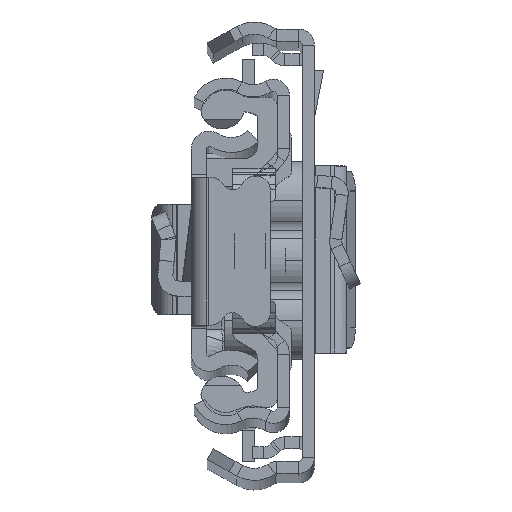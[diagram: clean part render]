
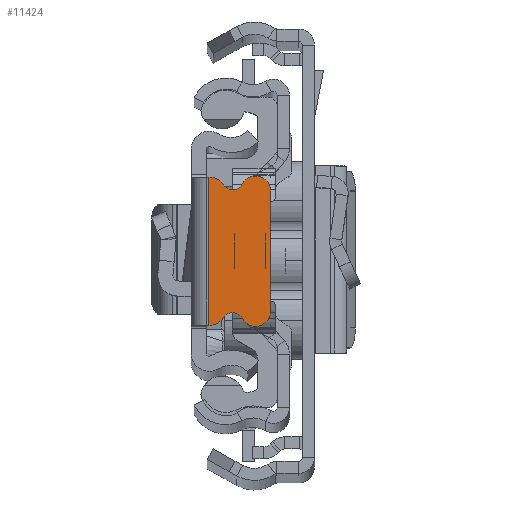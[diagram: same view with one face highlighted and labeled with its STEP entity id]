
A CAD part, top view. The second image highlights one B-rep face of the part: STEP entity #11424.
In plain terms, the highlighted planar face has unit normal (0, 0, 1).
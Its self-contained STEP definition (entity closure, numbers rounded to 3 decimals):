
#141 = LINE ( 'NONE', #14015, #20914 ) ;
#473 = EDGE_CURVE ( 'NONE', #16678, #11908, #13118, .T. ) ;
#933 = CARTESIAN_POINT ( 'NONE',  ( -1.929, 5.87, 0. ) ) ;
#1103 = ORIENTED_EDGE ( 'NONE', *, *, #14436, .T. ) ;
#1935 = ORIENTED_EDGE ( 'NONE', *, *, #20817, .F. ) ;
#2012 = CARTESIAN_POINT ( 'NONE',  ( -6.429, 6., 0. ) ) ;
#2053 = CARTESIAN_POINT ( 'NONE',  ( -6.429, -6., 0. ) ) ;
#2268 = EDGE_CURVE ( 'NONE', #19809, #7353, #14733, .T. ) ;
#2534 = CARTESIAN_POINT ( 'NONE',  ( -3.206, -6.658, 0. ) ) ;
#2893 = EDGE_CURVE ( 'NONE', #11379, #12651, #13110, .T. ) ;
#3365 = DIRECTION ( 'NONE',  ( 0., 0., 1. ) ) ;
#3630 = CIRCLE ( 'NONE', #22138, 1.5 ) ;
#3692 = ORIENTED_EDGE ( 'NONE', *, *, #9357, .F. ) ;
#4361 = AXIS2_PLACEMENT_3D ( 'NONE', #14608, #4832, #16784 ) ;
#4481 = DIRECTION ( 'NONE',  ( 0., -1., 0. ) ) ;
#4832 = DIRECTION ( 'NONE',  ( 0., 0., 1. ) ) ;
#4960 = LINE ( 'NONE', #12553, #16751 ) ;
#5078 = ORIENTED_EDGE ( 'NONE', *, *, #10065, .T. ) ;
#5091 = FACE_OUTER_BOUND ( 'NONE', #23530, .T. ) ;
#6152 = DIRECTION ( 'NONE',  ( 1., 0., 0. ) ) ;
#6574 = CARTESIAN_POINT ( 'NONE',  ( -1.929, 7.37, 0. ) ) ;
#6837 = DIRECTION ( 'NONE',  ( -1., 0., 0. ) ) ;
#7353 = VERTEX_POINT ( 'NONE', #9466 ) ;
#7606 = CARTESIAN_POINT ( 'NONE',  ( -1.75, -7.37, 0. ) ) ;
#7985 = CARTESIAN_POINT ( 'NONE',  ( -1.929, 7.37, 0. ) ) ;
#8131 = ORIENTED_EDGE ( 'NONE', *, *, #14559, .F. ) ;
#8382 = VECTOR ( 'NONE', #19822, 1000. ) ;
#8410 = ORIENTED_EDGE ( 'NONE', *, *, #14895, .T. ) ;
#8774 = DIRECTION ( 'NONE',  ( 0., 0., 1. ) ) ;
#8816 = AXIS2_PLACEMENT_3D ( 'NONE', #21809, #10082, #12011 ) ;
#9357 = EDGE_CURVE ( 'NONE', #24112, #13896, #14020, .T. ) ;
#9466 = CARTESIAN_POINT ( 'NONE',  ( -1.929, -7.37, 0. ) ) ;
#10065 = EDGE_CURVE ( 'NONE', #15679, #16678, #19909, .T. ) ;
#10082 = DIRECTION ( 'NONE',  ( 0., 0., -1. ) ) ;
#10646 = AXIS2_PLACEMENT_3D ( 'NONE', #15067, #3365, #13630 ) ;
#11068 = AXIS2_PLACEMENT_3D ( 'NONE', #2053, #19533, #6152 ) ;
#11225 = CARTESIAN_POINT ( 'NONE',  ( -7.929, 6., 0. ) ) ;
#11272 = DIRECTION ( 'NONE',  ( 0., 0., 1. ) ) ;
#11379 = VERTEX_POINT ( 'NONE', #16662 ) ;
#11424 = ADVANCED_FACE ( 'NONE', ( #5091 ), #18721, .T. ) ;
#11908 = VERTEX_POINT ( 'NONE', #11225 ) ;
#12011 = DIRECTION ( 'NONE',  ( 1., 0., 0. ) ) ;
#12098 = DIRECTION ( 'NONE',  ( -1., 0., 0. ) ) ;
#12553 = CARTESIAN_POINT ( 'NONE',  ( -1.75, 0., 0. ) ) ;
#12651 = VERTEX_POINT ( 'NONE', #18187 ) ;
#13089 = AXIS2_PLACEMENT_3D ( 'NONE', #17126, #15581, #25008 ) ;
#13110 = CIRCLE ( 'NONE', #11068, 1.5 ) ;
#13118 = CIRCLE ( 'NONE', #21919, 1.5 ) ;
#13630 = DIRECTION ( 'NONE',  ( 1., 0., 0. ) ) ;
#13896 = VERTEX_POINT ( 'NONE', #23151 ) ;
#13985 = CARTESIAN_POINT ( 'NONE',  ( -7.929, -6., 0. ) ) ;
#14015 = CARTESIAN_POINT ( 'NONE',  ( -1.929, -7.37, 0. ) ) ;
#14020 = LINE ( 'NONE', #7985, #8382 ) ;
#14362 = EDGE_CURVE ( 'NONE', #24112, #15679, #3630, .T. ) ;
#14436 = EDGE_CURVE ( 'NONE', #12651, #19809, #15956, .T. ) ;
#14559 = EDGE_CURVE ( 'NONE', #15488, #7353, #141, .T. ) ;
#14608 = CARTESIAN_POINT ( 'NONE',  ( 544.071, 0., 0. ) ) ;
#14733 = CIRCLE ( 'NONE', #10646, 1.5 ) ;
#14895 = EDGE_CURVE ( 'NONE', #11908, #11379, #18111, .T. ) ;
#15067 = CARTESIAN_POINT ( 'NONE',  ( -1.929, -5.87, 0. ) ) ;
#15488 = VERTEX_POINT ( 'NONE', #7606 ) ;
#15581 = DIRECTION ( 'NONE',  ( 0., 0., -1. ) ) ;
#15679 = VERTEX_POINT ( 'NONE', #17890 ) ;
#15956 = CIRCLE ( 'NONE', #13089, 1.1 ) ;
#16231 = ORIENTED_EDGE ( 'NONE', *, *, #2268, .T. ) ;
#16559 = ORIENTED_EDGE ( 'NONE', *, *, #2893, .T. ) ;
#16662 = CARTESIAN_POINT ( 'NONE',  ( -7.929, -6., 0. ) ) ;
#16678 = VERTEX_POINT ( 'NONE', #17430 ) ;
#16751 = VECTOR ( 'NONE', #20660, 1000. ) ;
#16784 = DIRECTION ( 'NONE',  ( 1., 0., 0. ) ) ;
#17126 = CARTESIAN_POINT ( 'NONE',  ( -4.142, -7.236, 0. ) ) ;
#17161 = ORIENTED_EDGE ( 'NONE', *, *, #14362, .T. ) ;
#17430 = CARTESIAN_POINT ( 'NONE',  ( -5.109, 6.713, 0. ) ) ;
#17890 = CARTESIAN_POINT ( 'NONE',  ( -3.206, 6.658, 0. ) ) ;
#18111 = LINE ( 'NONE', #13985, #20901 ) ;
#18187 = CARTESIAN_POINT ( 'NONE',  ( -5.109, -6.713, 0. ) ) ;
#18721 = PLANE ( 'NONE',  #4361 ) ;
#19533 = DIRECTION ( 'NONE',  ( 0., 0., 1. ) ) ;
#19809 = VERTEX_POINT ( 'NONE', #2534 ) ;
#19822 = DIRECTION ( 'NONE',  ( 1., 0., 0. ) ) ;
#19909 = CIRCLE ( 'NONE', #8816, 1.1 ) ;
#20030 = ORIENTED_EDGE ( 'NONE', *, *, #473, .T. ) ;
#20660 = DIRECTION ( 'NONE',  ( 0., -1., 0. ) ) ;
#20817 = EDGE_CURVE ( 'NONE', #13896, #15488, #4960, .T. ) ;
#20901 = VECTOR ( 'NONE', #4481, 1000. ) ;
#20914 = VECTOR ( 'NONE', #12098, 1000. ) ;
#21809 = CARTESIAN_POINT ( 'NONE',  ( -4.142, 7.236, 0. ) ) ;
#21919 = AXIS2_PLACEMENT_3D ( 'NONE', #2012, #11272, #23499 ) ;
#22138 = AXIS2_PLACEMENT_3D ( 'NONE', #933, #8774, #6837 ) ;
#23151 = CARTESIAN_POINT ( 'NONE',  ( -1.75, 7.37, 0. ) ) ;
#23499 = DIRECTION ( 'NONE',  ( -1., 0., 0. ) ) ;
#23530 = EDGE_LOOP ( 'NONE', ( #1935, #3692, #17161, #5078, #20030, #8410, #16559, #1103, #16231, #8131 ) ) ;
#24112 = VERTEX_POINT ( 'NONE', #6574 ) ;
#25008 = DIRECTION ( 'NONE',  ( -1., 0., 0. ) ) ;
